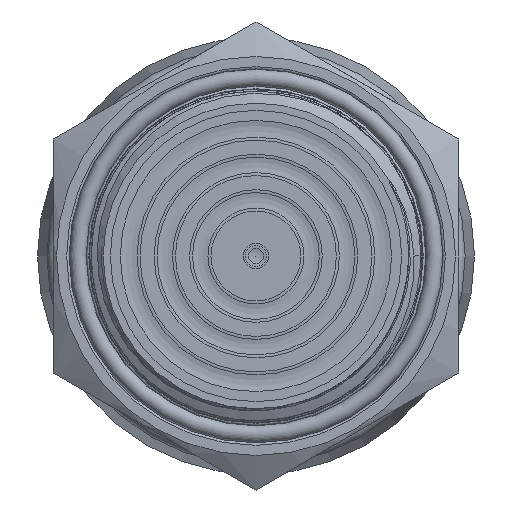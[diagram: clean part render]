
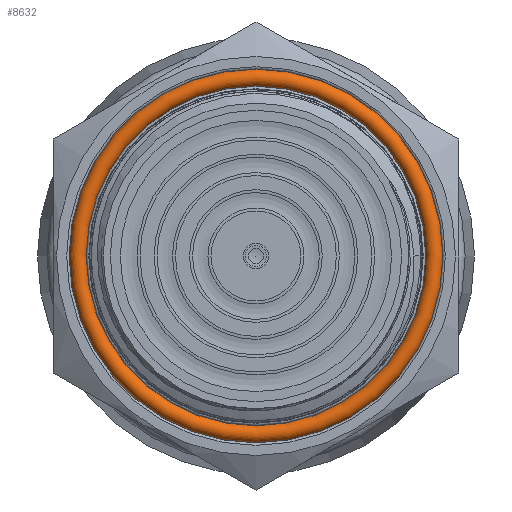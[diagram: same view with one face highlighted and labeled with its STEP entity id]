
A CAD part, left-side view. The second image highlights one B-rep face of the part: STEP entity #8632.
In plain terms, the highlighted toroidal (fillet/blend) face has major radius 14.075 mm and minor radius 0.675 mm.
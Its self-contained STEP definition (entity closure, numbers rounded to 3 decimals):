
#92=TOROIDAL_SURFACE('',#9094,14.075,0.675);
#1061=FACE_OUTER_BOUND('',#1611,.T.);
#1611=EDGE_LOOP('',(#8038,#8039,#8040,#8041));
#1787=CIRCLE('',#9095,0.675);
#1788=CIRCLE('',#9096,13.4);
#4135=VERTEX_POINT('',#34364);
#5436=EDGE_CURVE('',#4135,#4135,#1787,.T.);
#5437=EDGE_CURVE('',#4135,#4135,#1788,.T.);
#8038=ORIENTED_EDGE('',*,*,#5436,.F.);
#8039=ORIENTED_EDGE('',*,*,#5437,.T.);
#8040=ORIENTED_EDGE('',*,*,#5436,.T.);
#8041=ORIENTED_EDGE('',*,*,#5437,.F.);
#8632=ADVANCED_FACE('',(#1061),#92,.T.);
#9094=AXIS2_PLACEMENT_3D('',#34363,#10298,#10299);
#9095=AXIS2_PLACEMENT_3D('',#34365,#10300,#10301);
#9096=AXIS2_PLACEMENT_3D('',#34366,#10302,#10303);
#10298=DIRECTION('center_axis',(1.,0.,0.));
#10299=DIRECTION('ref_axis',(0.,0.,-1.));
#10300=DIRECTION('center_axis',(0.,-1.,0.));
#10301=DIRECTION('ref_axis',(0.,0.,1.));
#10302=DIRECTION('center_axis',(-1.,0.,0.));
#10303=DIRECTION('ref_axis',(0.,0.,-1.));
#34363=CARTESIAN_POINT('Origin',(17.2,0.,0.));
#34364=CARTESIAN_POINT('',(17.2,0.,13.4));
#34365=CARTESIAN_POINT('Origin',(17.2,0.,14.075));
#34366=CARTESIAN_POINT('Origin',(17.2,0.,0.));
